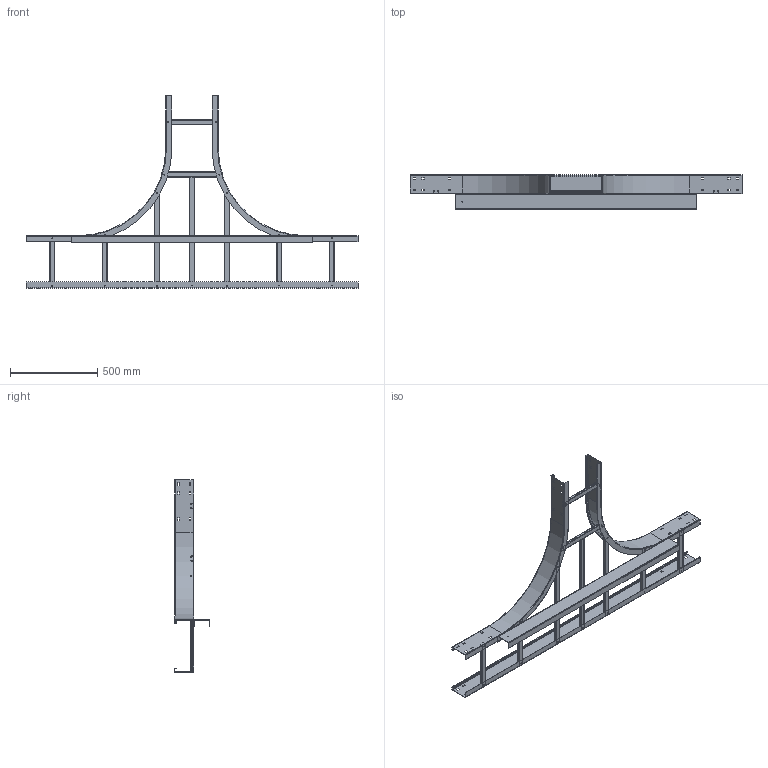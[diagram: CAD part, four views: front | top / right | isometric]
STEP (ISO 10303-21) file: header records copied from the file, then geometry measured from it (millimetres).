
FILE_DESCRIPTION((''),'2;1');
FILE_NAME('ASM0001_ASM','2013-01-11T',('AndreasKeweloh'),(''),'PRO/ENGINEER BY PARAMETRIC TECHNOLOGY CORPORATION, 2012230','PRO/ENGINEER BY PARAMETRIC TECHNOLOGY CORPORATION, 2012230','');
FILE_SCHEMA(('CONFIG_CONTROL_DESIGN'));
Length unit declared in the file: millimetre
Products named in the file (14): KTS_05_018-023_L_345; KTS_05_018-027_L_632; KTS_05_018-025_L_592_RECHTS; KTS_05_018-025_L_592_LINKS; KTS_05_018-024_L_319_LINKS; KTS_05_018-024_L_319_RECHTS; KTS_05_018-012_L_295_-4544; KTS_05_018-012_L_295_-4543; KTS_05_018-012_L_295_-4542; KTS_05_012-045-1580_L_1380; KTS_05_012-078_L_1900; KTS_05_012-076_INNENHOLM_1-4539; KTS_05_012-076_INNENHOLM_1-4538; ASM0001_ASM
Assembly tree (13 placements, depth 2):
  ASM0001_ASM
    KTS_05_018-023_L_345
    KTS_05_018-027_L_632
    KTS_05_018-025_L_592_RECHTS
    KTS_05_018-025_L_592_LINKS
    KTS_05_018-024_L_319_LINKS
    KTS_05_018-024_L_319_RECHTS
    KTS_05_018-012_L_295_-4544
    KTS_05_018-012_L_295_-4543
    KTS_05_018-012_L_295_-4542
    KTS_05_012-045-1580_L_1380
    KTS_05_012-078_L_1900
    KTS_05_012-076_INNENHOLM_1-4539
    KTS_05_012-076_INNENHOLM_1-4538
Bounding box: 1900 x 200 x 1100 mm (x, y, z)
Volume: 2446412.3 mm3; surface area: 2494711.3 mm2
Topology: 13 solids, 13 shells, 792 faces, 2015 edges, 1249 vertices
Faces by surface type: plane 470, cylinder 310, torus 12
Entity records: 24238 total; most frequent: DIRECTION 4242, CARTESIAN_POINT 4204, ORIENTED_EDGE 4030, EDGE_CURVE 2015, AXIS2_PLACEMENT_3D 1432, VECTOR 1378, LINE 1378, VERTEX_POINT 1249
